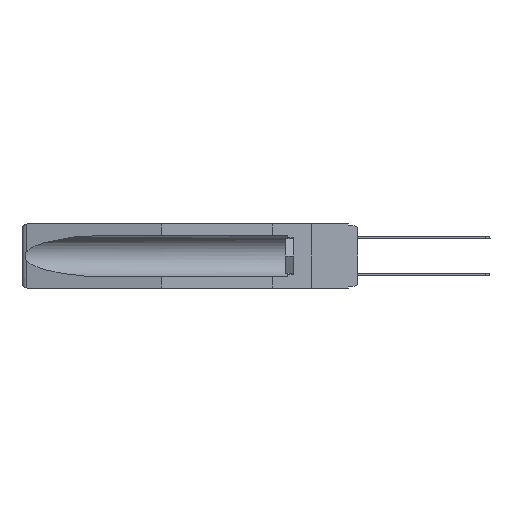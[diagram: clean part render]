
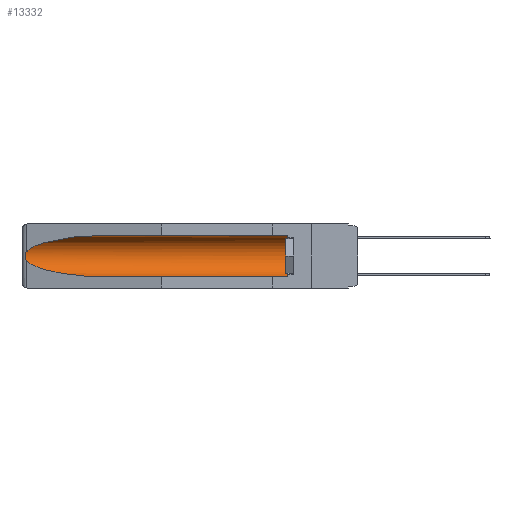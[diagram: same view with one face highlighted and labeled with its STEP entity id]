
A CAD part, left-side view. The second image highlights one B-rep face of the part: STEP entity #13332.
In plain terms, the highlighted cylindrical face has radius 2.857 mm (diameter 5.715 mm), a partial arc.
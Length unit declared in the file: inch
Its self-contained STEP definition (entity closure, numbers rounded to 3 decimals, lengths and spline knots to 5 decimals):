
#705 = CARTESIAN_POINT ( 'NONE',  ( 0.21114, 1.30732, -0.284 ) ) ;
#797 = CARTESIAN_POINT ( 'NONE',  ( 0.155, 1.07973, -0.284 ) ) ;
#1062 = CARTESIAN_POINT ( 'NONE',  ( 0.26537, 1.52718, -0.14972 ) ) ;
#1630 = CARTESIAN_POINT ( 'NONE',  ( 0.26537, 1.52718, -0.14972 ) ) ;
#2246 = EDGE_LOOP ( 'NONE', ( #2869, #7600, #13524, #19515, #3287, #17538 ) ) ;
#2869 = ORIENTED_EDGE ( 'NONE', *, *, #19721, .T. ) ;
#3287 = ORIENTED_EDGE ( 'NONE', *, *, #8603, .T. ) ;
#3304 = DIRECTION ( 'NONE',  ( 0., -1., 0. ) ) ;
#3311 = VERTEX_POINT ( 'NONE', #3778 ) ;
#3394 = CARTESIAN_POINT ( 'NONE',  ( 0.155, -0.30754, -0.284 ) ) ;
#3590 = CARTESIAN_POINT ( 'NONE',  ( 0.155, 0.126, -0.059 ) ) ;
#3778 = CARTESIAN_POINT ( 'NONE',  ( 0.155, 1.07973, -0.284 ) ) ;
#4667 = CARTESIAN_POINT ( 'NONE',  ( 0.26537, 1.52718, -0.19328 ) ) ;
#4712 = VECTOR ( 'NONE', #16396, 39.37008 ) ;
#4882 = EDGE_CURVE ( 'NONE', #15344, #12561, #16561, .T. ) ;
#4962 = CARTESIAN_POINT ( 'NONE',  ( 0.26537, 1.52718, -0.19328 ) ) ;
#5486 = CARTESIAN_POINT ( 'NONE',  ( 0.26597, 1.52961, -0.15275 ) ) ;
#7058 = DIRECTION ( 'NONE',  ( 0., 0., 1. ) ) ;
#7075 = EDGE_CURVE ( 'NONE', #13056, #3311, #13782, .T. ) ;
#7377 = CARTESIAN_POINT ( 'NONE',  ( 0.155, 0.126, -0.284 ) ) ;
#7600 = ORIENTED_EDGE ( 'NONE', *, *, #13139, .T. ) ;
#7614 = CARTESIAN_POINT ( 'NONE',  ( 0.25451, 1.48313, -0.09465 ) ) ;
#7706 = CARTESIAN_POINT ( 'NONE',  ( 0.2675, 1.53308, -0.16763 ) ) ;
#7803 = AXIS2_PLACEMENT_3D ( 'NONE', #13708, #15688, #10229 ) ;
#8304 = CARTESIAN_POINT ( 'NONE',  ( 0.2675, 1.53308, -0.17534 ) ) ;
#8489 = VERTEX_POINT ( 'NONE', #1062 ) ;
#8600 = CARTESIAN_POINT ( 'NONE',  ( 0.155, -0.30754, -0.059 ) ) ;
#8603 = EDGE_CURVE ( 'NONE', #13996, #15344, #11458, .T. ) ;
#8784 = VECTOR ( 'NONE', #18547, 39.37008 ) ;
#8950 = CARTESIAN_POINT ( 'NONE',  ( 0.155, 0.126, -0.1715 ) ) ;
#9511 = EDGE_CURVE ( 'NONE', #13996, #3311, #19440, .T. ) ;
#10089 = CARTESIAN_POINT ( 'NONE',  ( 0.26537, 1.52718, -0.19328 ) ) ;
#10229 = DIRECTION ( 'NONE',  ( 0., 0., 1. ) ) ;
#10495 = CARTESIAN_POINT ( 'NONE',  ( 0.155, 1.07973, -0.059 ) ) ;
#11458 = CIRCLE ( 'NONE', #21605, 0.1125 ) ;
#11661 = B_SPLINE_CURVE_WITH_KNOTS ( 'NONE', 3,
 ( #1630, #5486, #21055, #13310, #7706, #8304, #17816, #14251, #13925, #4667 ),
 .UNSPECIFIED., .F., .F.,
 ( 4, 2, 2, 2, 4 ),
 ( 0., 0.00029, 0.00058, 0.00087, 0.00117 ),
 .UNSPECIFIED. ) ;
#12561 = VERTEX_POINT ( 'NONE', #10495 ) ;
#13056 = VERTEX_POINT ( 'NONE', #4962 ) ;
#13139 = EDGE_CURVE ( 'NONE', #8489, #13056, #11661, .T. ) ;
#13310 = CARTESIAN_POINT ( 'NONE',  ( 0.2673, 1.5327, -0.16383 ) ) ;
#13332 = ADVANCED_FACE ( 'NONE', ( #18716 ), #21311, .F. ) ;
#13524 = ORIENTED_EDGE ( 'NONE', *, *, #7075, .T. ) ;
#13708 = CARTESIAN_POINT ( 'NONE',  ( 0.155, -0.30754, -0.1715 ) ) ;
#13782 =( BOUNDED_CURVE ( )  B_SPLINE_CURVE ( 3, ( #10089, #17616, #705, #797 ),
 .UNSPECIFIED., .F., .F. ) 
 B_SPLINE_CURVE_WITH_KNOTS ( ( 4, 4 ),
 ( 0.1948, 1.5708 ),
 .UNSPECIFIED. ) 
 CURVE ( )  GEOMETRIC_REPRESENTATION_ITEM ( )  RATIONAL_B_SPLINE_CURVE ( ( 1., 0.848, 0.848, 1. ) ) 
 REPRESENTATION_ITEM ( '' )  );
#13925 = CARTESIAN_POINT ( 'NONE',  ( 0.26597, 1.5296, -0.19026 ) ) ;
#13996 = VERTEX_POINT ( 'NONE', #7377 ) ;
#14251 = CARTESIAN_POINT ( 'NONE',  ( 0.26655, 1.53094, -0.18657 ) ) ;
#15344 = VERTEX_POINT ( 'NONE', #3590 ) ;
#15688 = DIRECTION ( 'NONE',  ( 0., 1., 0. ) ) ;
#16396 = DIRECTION ( 'NONE',  ( 0., 1., 0. ) ) ;
#16561 = LINE ( 'NONE', #8600, #4712 ) ;
#16873 = CARTESIAN_POINT ( 'NONE',  ( 0.26537, 1.52718, -0.14972 ) ) ;
#17538 = ORIENTED_EDGE ( 'NONE', *, *, #4882, .T. ) ;
#17616 = CARTESIAN_POINT ( 'NONE',  ( 0.25451, 1.48313, -0.24835 ) ) ;
#17816 = CARTESIAN_POINT ( 'NONE',  ( 0.2673, 1.53269, -0.17917 ) ) ;
#18547 = DIRECTION ( 'NONE',  ( 0., 1., 0. ) ) ;
#18716 = FACE_OUTER_BOUND ( 'NONE', #2246, .T. ) ;
#19102 = CARTESIAN_POINT ( 'NONE',  ( 0.155, 1.07973, -0.059 ) ) ;
#19440 = LINE ( 'NONE', #3394, #8784 ) ;
#19515 = ORIENTED_EDGE ( 'NONE', *, *, #9511, .F. ) ;
#19721 = EDGE_CURVE ( 'NONE', #12561, #8489, #22957, .T. ) ;
#20658 = CARTESIAN_POINT ( 'NONE',  ( 0.21114, 1.30732, -0.059 ) ) ;
#21055 = CARTESIAN_POINT ( 'NONE',  ( 0.26654, 1.53092, -0.15636 ) ) ;
#21311 = CYLINDRICAL_SURFACE ( 'NONE', #7803, 0.1125 ) ;
#21605 = AXIS2_PLACEMENT_3D ( 'NONE', #8950, #3304, #7058 ) ;
#22957 =( BOUNDED_CURVE ( )  B_SPLINE_CURVE ( 3, ( #19102, #20658, #7614, #16873 ),
 .UNSPECIFIED., .F., .T. ) 
 B_SPLINE_CURVE_WITH_KNOTS ( ( 4, 4 ),
 ( 4.71239, 6.08839 ),
 .UNSPECIFIED. ) 
 CURVE ( )  GEOMETRIC_REPRESENTATION_ITEM ( )  RATIONAL_B_SPLINE_CURVE ( ( 1., 0.848, 0.848, 1. ) ) 
 REPRESENTATION_ITEM ( '' )  );
